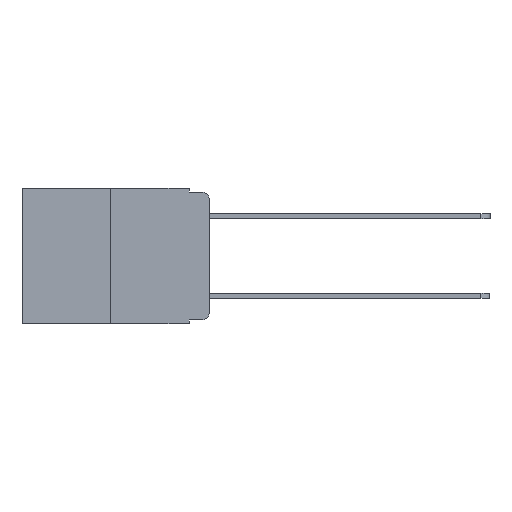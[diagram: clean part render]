
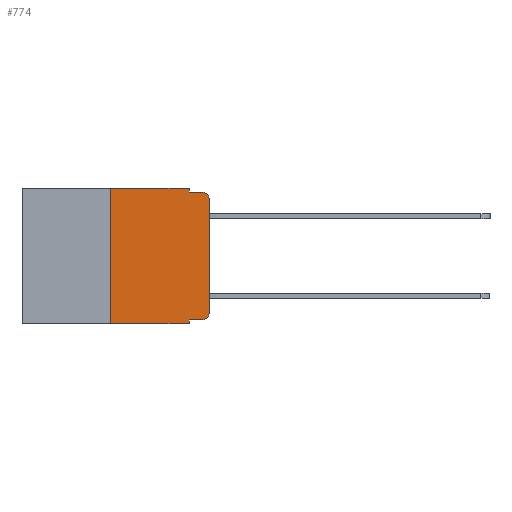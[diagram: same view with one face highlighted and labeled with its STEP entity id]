
A CAD part, left-side view. The second image highlights one B-rep face of the part: STEP entity #774.
In plain terms, the highlighted planar face has unit normal (-1, 0, 0).
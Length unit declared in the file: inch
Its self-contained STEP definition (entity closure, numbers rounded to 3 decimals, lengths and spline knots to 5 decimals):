
#33 = ORIENTED_EDGE ( 'NONE', *, *, #10667, .T. ) ;
#53 = ORIENTED_EDGE ( 'NONE', *, *, #1283, .F. ) ;
#105 = ORIENTED_EDGE ( 'NONE', *, *, #6759, .F. ) ;
#153 = ORIENTED_EDGE ( 'NONE', *, *, #5672, .T. ) ;
#232 = CARTESIAN_POINT ( 'NONE',  ( 0., 0.02, -0.313 ) ) ;
#235 = EDGE_CURVE ( 'NONE', #2567, #10641, #382, .T. ) ;
#300 = ORIENTED_EDGE ( 'NONE', *, *, #235, .T. ) ;
#382 = CIRCLE ( 'NONE', #10208, 0.02 ) ;
#667 = LINE ( 'NONE', #7497, #5174 ) ;
#774 = ADVANCED_FACE ( 'NONE', ( #7490 ), #6361, .F. ) ;
#845 = VECTOR ( 'NONE', #2113, 39.37008 ) ;
#859 = VECTOR ( 'NONE', #9935, 39.37008 ) ;
#1198 = VERTEX_POINT ( 'NONE', #8632 ) ;
#1210 = VERTEX_POINT ( 'NONE', #8502 ) ;
#1283 = EDGE_CURVE ( 'NONE', #2977, #1198, #667, .T. ) ;
#1386 = CARTESIAN_POINT ( 'NONE',  ( 0., 0.051, -0.333 ) ) ;
#1579 = CARTESIAN_POINT ( 'NONE',  ( 0., 0.051, -0.333 ) ) ;
#1714 = CARTESIAN_POINT ( 'NONE',  ( 0., 0., -0.03 ) ) ;
#1719 = DIRECTION ( 'NONE',  ( -1., 0., 0. ) ) ;
#1806 = CARTESIAN_POINT ( 'NONE',  ( 0., 0.25, 0. ) ) ;
#1924 = EDGE_CURVE ( 'NONE', #5774, #1198, #10977, .T. ) ;
#2067 = LINE ( 'NONE', #3284, #6932 ) ;
#2113 = DIRECTION ( 'NONE',  ( 0., 0., -1. ) ) ;
#2416 = CARTESIAN_POINT ( 'NONE',  ( 0., 0.473, -0.343 ) ) ;
#2442 = CARTESIAN_POINT ( 'NONE',  ( 0., 0., 0. ) ) ;
#2567 = VERTEX_POINT ( 'NONE', #5411 ) ;
#2887 = CARTESIAN_POINT ( 'NONE',  ( 0., 0.25, -0.343 ) ) ;
#2931 = DIRECTION ( 'NONE',  ( 0., 0., -1. ) ) ;
#2977 = VERTEX_POINT ( 'NONE', #5999 ) ;
#2980 = EDGE_CURVE ( 'NONE', #4411, #1210, #2067, .T. ) ;
#3284 = CARTESIAN_POINT ( 'NONE',  ( 0., 0.473, 0. ) ) ;
#3307 = LINE ( 'NONE', #5625, #845 ) ;
#3325 = VECTOR ( 'NONE', #9136, 39.37008 ) ;
#3342 = DIRECTION ( 'NONE',  ( 0., -1., 0. ) ) ;
#3460 = CARTESIAN_POINT ( 'NONE',  ( 0., 0.25, 0. ) ) ;
#3516 = ORIENTED_EDGE ( 'NONE', *, *, #10184, .F. ) ;
#3862 = ORIENTED_EDGE ( 'NONE', *, *, #4897, .T. ) ;
#4270 = AXIS2_PLACEMENT_3D ( 'NONE', #6319, #9229, #7082 ) ;
#4411 = VERTEX_POINT ( 'NONE', #3460 ) ;
#4443 = ORIENTED_EDGE ( 'NONE', *, *, #1924, .T. ) ;
#4676 = ORIENTED_EDGE ( 'NONE', *, *, #2980, .F. ) ;
#4698 = VERTEX_POINT ( 'NONE', #9727 ) ;
#4815 = CARTESIAN_POINT ( 'NONE',  ( 0., 0.473, 0. ) ) ;
#4897 = EDGE_CURVE ( 'NONE', #10641, #5774, #9885, .T. ) ;
#4927 = ORIENTED_EDGE ( 'NONE', *, *, #8356, .F. ) ;
#5015 = CARTESIAN_POINT ( 'NONE',  ( 0., 0., -0.313 ) ) ;
#5174 = VECTOR ( 'NONE', #7639, 39.37008 ) ;
#5359 = DIRECTION ( 'NONE',  ( 0., 0., 1. ) ) ;
#5411 = CARTESIAN_POINT ( 'NONE',  ( 0., 0.02, -0.333 ) ) ;
#5625 = CARTESIAN_POINT ( 'NONE',  ( 0., 0.051, 0. ) ) ;
#5672 = EDGE_CURVE ( 'NONE', #7626, #2567, #9888, .T. ) ;
#5684 = VECTOR ( 'NONE', #5359, 39.37008 ) ;
#5765 = EDGE_LOOP ( 'NONE', ( #3862, #4443, #53, #3516, #4676, #4927, #33, #105, #153, #300 ) ) ;
#5774 = VERTEX_POINT ( 'NONE', #1714 ) ;
#5987 = DIRECTION ( 'NONE',  ( 0., -1., 0. ) ) ;
#5999 = CARTESIAN_POINT ( 'NONE',  ( 0., 0.051, -0.01 ) ) ;
#6012 = DIRECTION ( 'NONE',  ( 0., 0., -1. ) ) ;
#6026 = LINE ( 'NONE', #2416, #7159 ) ;
#6319 = CARTESIAN_POINT ( 'NONE',  ( 0., 0.02, -0.03 ) ) ;
#6361 = PLANE ( 'NONE',  #7267 ) ;
#6437 = VECTOR ( 'NONE', #2931, 39.37008 ) ;
#6759 = EDGE_CURVE ( 'NONE', #7626, #4698, #3307, .T. ) ;
#6932 = VECTOR ( 'NONE', #5987, 39.37008 ) ;
#6937 = DIRECTION ( 'NONE',  ( 1., 0., 0. ) ) ;
#7082 = DIRECTION ( 'NONE',  ( 0., 0., -1. ) ) ;
#7159 = VECTOR ( 'NONE', #3342, 39.37008 ) ;
#7186 = CARTESIAN_POINT ( 'NONE',  ( 0., 0.051, 0. ) ) ;
#7267 = AXIS2_PLACEMENT_3D ( 'NONE', #4815, #6937, #8175 ) ;
#7490 = FACE_OUTER_BOUND ( 'NONE', #5765, .T. ) ;
#7497 = CARTESIAN_POINT ( 'NONE',  ( 0., 0.051, -0.01 ) ) ;
#7626 = VERTEX_POINT ( 'NONE', #1386 ) ;
#7639 = DIRECTION ( 'NONE',  ( 0., -1., 0. ) ) ;
#7837 = LINE ( 'NONE', #1806, #5684 ) ;
#8175 = DIRECTION ( 'NONE',  ( 0., 0., -1. ) ) ;
#8356 = EDGE_CURVE ( 'NONE', #9734, #4411, #7837, .T. ) ;
#8502 = CARTESIAN_POINT ( 'NONE',  ( 0., 0.051, 0. ) ) ;
#8632 = CARTESIAN_POINT ( 'NONE',  ( 0., 0.02, -0.01 ) ) ;
#8814 = LINE ( 'NONE', #7186, #6437 ) ;
#9136 = DIRECTION ( 'NONE',  ( 0., -1., 0. ) ) ;
#9229 = DIRECTION ( 'NONE',  ( -1., 0., 0. ) ) ;
#9727 = CARTESIAN_POINT ( 'NONE',  ( 0., 0.051, -0.343 ) ) ;
#9734 = VERTEX_POINT ( 'NONE', #2887 ) ;
#9885 = LINE ( 'NONE', #2442, #859 ) ;
#9888 = LINE ( 'NONE', #1579, #3325 ) ;
#9935 = DIRECTION ( 'NONE',  ( 0., 0., 1. ) ) ;
#10184 = EDGE_CURVE ( 'NONE', #1210, #2977, #8814, .T. ) ;
#10208 = AXIS2_PLACEMENT_3D ( 'NONE', #232, #1719, #6012 ) ;
#10641 = VERTEX_POINT ( 'NONE', #5015 ) ;
#10667 = EDGE_CURVE ( 'NONE', #9734, #4698, #6026, .T. ) ;
#10977 = CIRCLE ( 'NONE', #4270, 0.02 ) ;
